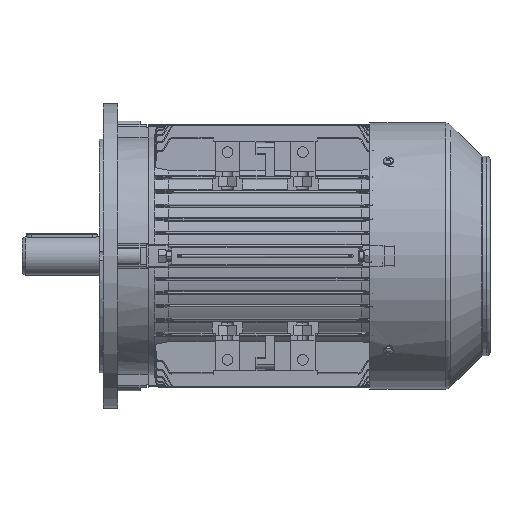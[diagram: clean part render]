
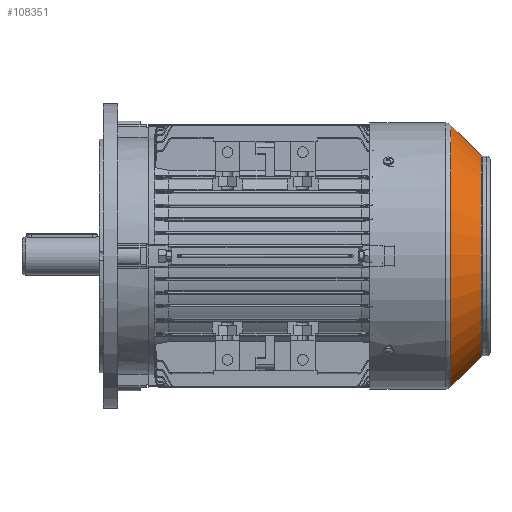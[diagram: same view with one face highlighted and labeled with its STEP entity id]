
A CAD part, front view. The second image highlights one B-rep face of the part: STEP entity #108351.
In plain terms, the highlighted conical face has half-angle 45 degrees and reference radius 98.586 mm.
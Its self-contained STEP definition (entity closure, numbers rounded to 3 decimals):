
#24059 = DIRECTION ( 'NONE',  ( -0.707, 0., -0.707 ) ) ;
#24060 = VECTOR ( 'NONE', #24059, 1000. ) ;
#24062 = CARTESIAN_POINT ( 'NONE',  ( 109.414, 0., -98.586 ) ) ;
#24064 = LINE ( 'NONE', #24062, #24060 ) ;
#24066 = CARTESIAN_POINT ( 'NONE',  ( 109.414, 0., -98.586 ) ) ;
#24069 = CARTESIAN_POINT ( 'NONE',  ( 109.414, 0., 98.586 ) ) ;
#24140 = CARTESIAN_POINT ( 'NONE',  ( 79.593, 0., -128.407 ) ) ;
#24141 = CARTESIAN_POINT ( 'NONE',  ( 79.593, 0., 128.407 ) ) ;
#24232 = VECTOR ( 'NONE', #24348, 1000. ) ;
#24233 = CARTESIAN_POINT ( 'NONE',  ( 109.414, 0., 98.586 ) ) ;
#24235 = LINE ( 'NONE', #24233, #24232 ) ;
#24291 = DIRECTION ( 'NONE',  ( 0., 0., 1. ) ) ;
#24292 = DIRECTION ( 'NONE',  ( -1., 0., 0. ) ) ;
#24293 = CARTESIAN_POINT ( 'NONE',  ( 109.414, 0., 0. ) ) ;
#24294 = AXIS2_PLACEMENT_3D ( 'NONE', #24293, #24292, #24291 ) ;
#24307 = CIRCLE ( 'NONE', #24294, 98.586 ) ;
#24348 = DIRECTION ( 'NONE',  ( -0.707, 0., 0.707 ) ) ;
#39680 = DIRECTION ( 'NONE',  ( 0., 0., 1. ) ) ;
#39681 = DIRECTION ( 'NONE',  ( -1., 0., 0. ) ) ;
#39682 = AXIS2_PLACEMENT_3D ( 'NONE', #39685, #39681, #39680 ) ;
#39683 = CIRCLE ( 'NONE', #39682, 128.407 ) ;
#39685 = CARTESIAN_POINT ( 'NONE',  ( 79.593, 0., 0. ) ) ;
#39705 = DIRECTION ( 'NONE',  ( -1., 0., 0. ) ) ;
#39706 = CARTESIAN_POINT ( 'NONE',  ( 109.414, 0., 0. ) ) ;
#39707 = AXIS2_PLACEMENT_3D ( 'NONE', #39706, #39705, #39780 ) ;
#39709 = CONICAL_SURFACE ( 'NONE', #39707, 98.586, 0.785 ) ;
#39714 = FACE_OUTER_BOUND ( 'NONE', #108352, .T. ) ;
#39780 = DIRECTION ( 'NONE',  ( 0., 0., 1. ) ) ;
#99879 = VERTEX_POINT ( 'NONE', #24069 ) ;
#99880 = VERTEX_POINT ( 'NONE', #24066 ) ;
#99882 = EDGE_CURVE ( 'NONE', #99880, #99898, #24064, .T. ) ;
#99896 = VERTEX_POINT ( 'NONE', #24141 ) ;
#99898 = VERTEX_POINT ( 'NONE', #24140 ) ;
#99960 = EDGE_CURVE ( 'NONE', #99879, #99896, #24235, .T. ) ;
#99971 = EDGE_CURVE ( 'NONE', #99880, #99879, #24307, .T. ) ;
#108322 = ORIENTED_EDGE ( 'NONE', *, *, #99971, .T. ) ;
#108325 = ORIENTED_EDGE ( 'NONE', *, *, #99960, .T. ) ;
#108327 = ORIENTED_EDGE ( 'NONE', *, *, #108329, .F. ) ;
#108329 = EDGE_CURVE ( 'NONE', #99898, #99896, #39683, .T. ) ;
#108351 = ADVANCED_FACE ( 'NONE', ( #39714 ), #39709, .T. ) ;
#108352 = EDGE_LOOP ( 'NONE', ( #108353, #108322, #108325, #108327 ) ) ;
#108353 = ORIENTED_EDGE ( 'NONE', *, *, #99882, .F. ) ;
